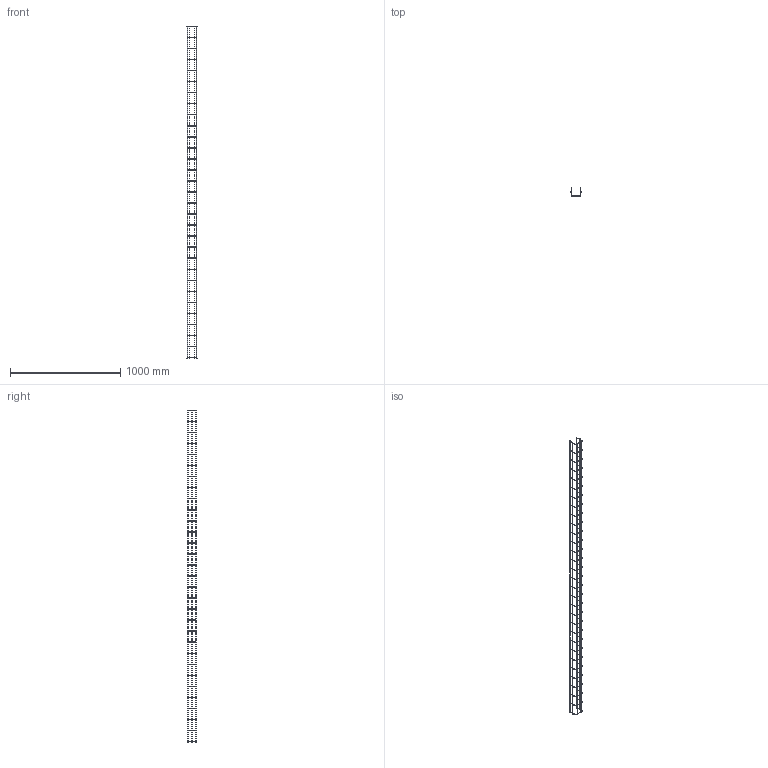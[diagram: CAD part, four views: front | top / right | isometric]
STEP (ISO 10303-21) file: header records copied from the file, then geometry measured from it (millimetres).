
FILE_DESCRIPTION (( 'STEP AP203' ), '1' );
FILE_NAME ('NE-30-080-080-3-40-INOX NESTA Ëîòîê ïðîâîëî÷íûé 80õ80õ3000-4,0 INOX IEK.STEP', '2022-11-11T12:54:57', ( '' ), ( '' ), 'SwSTEP 2.0', 'SolidWorks 2022', '' );
FILE_SCHEMA (( 'CONFIG_CONTROL_DESIGN' ));
Length unit declared in the file: millimetre
Products named in the file (1): NE-30-080-080-3-40-INOX NESTA Лоток проволочный 80х80х3000-4,0 INOX IEK
Bounding box: 94.36 x 80.26 x 3009 mm (x, y, z)
Volume: 312656.3 mm3; surface area: 313586.2 mm2
Topology: 37 solids, 37 shells, 700 faces, 1382 edges, 756 vertices
Faces by surface type: cylinder 378, torus 248, plane 74
Full cylindrical faces by diameter (mm): 4 x6
Entity records: 17917 total; most frequent: DIRECTION 3782, CARTESIAN_POINT 2833, ORIENTED_EDGE 2752, AXIS2_PLACEMENT_3D 1705, EDGE_CURVE 1376, CIRCLE 1004, VERTEX_POINT 756, FACE_OUTER_BOUND 706
